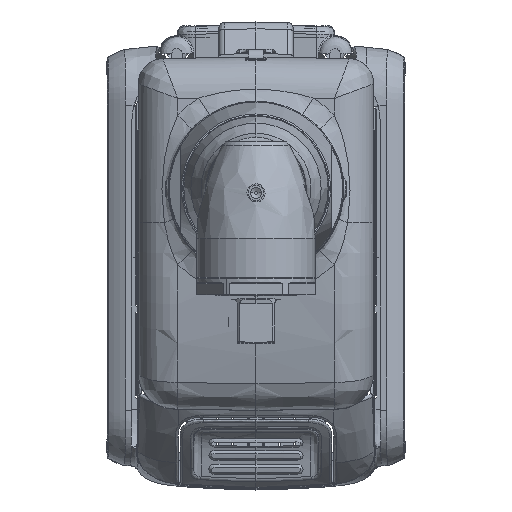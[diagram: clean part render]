
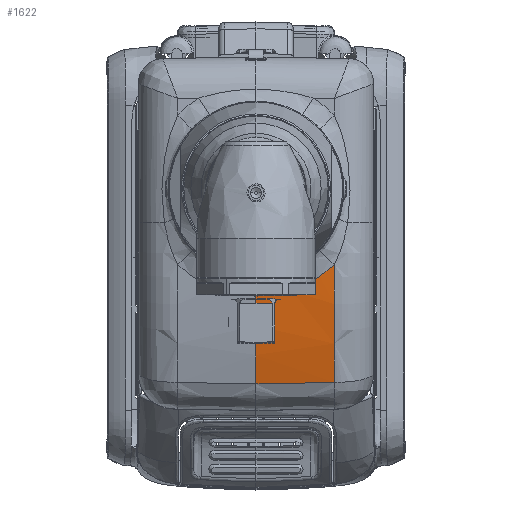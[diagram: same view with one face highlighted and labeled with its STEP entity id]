
A CAD part, top view. The second image highlights one B-rep face of the part: STEP entity #1622.
In plain terms, the highlighted conical face has half-angle 1 degrees and reference radius 152.227 mm.
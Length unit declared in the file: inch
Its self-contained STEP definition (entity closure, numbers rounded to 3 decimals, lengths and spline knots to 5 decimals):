
#254=CARTESIAN_POINT('',(0.,-0.31255,-13.70607));
#255=DIRECTION('',(-1.,0.,0.));
#256=DIRECTION('',(0.,-0.268,0.963));
#257=AXIS2_PLACEMENT_3D('',#254,#255,#256);
#259=CARTESIAN_POINT('',(0.,-1.04543,
-7.751));
#260=CARTESIAN_POINT('',(0.02491,-1.04529,
-7.75142));
#261=CARTESIAN_POINT('',(0.07359,-1.0434,
-7.75204));
#262=CARTESIAN_POINT('',(0.14308,-1.03641,
-7.75241));
#263=CARTESIAN_POINT('',(0.2095,-1.02575,
-7.75228));
#264=CARTESIAN_POINT('',(0.27401,-1.01154,
-7.75173));
#265=CARTESIAN_POINT('',(0.33729,-0.99376,
-7.75078));
#266=CARTESIAN_POINT('',(0.39983,-0.97222,
-7.74945));
#267=CARTESIAN_POINT('',(0.46024,-0.94737,
-7.7478));
#268=CARTESIAN_POINT('',(0.51784,-0.91973,
-7.74593));
#269=CARTESIAN_POINT('',(0.57575,-0.8878,
-7.74377));
#270=CARTESIAN_POINT('',(0.63868,-0.84779,
-7.74113));
#271=CARTESIAN_POINT('',(0.70691,-0.79711,
-7.73796));
#272=CARTESIAN_POINT('',(0.75511,-0.75458,
-7.73554));
#273=CARTESIAN_POINT('',(0.77948,-0.73077,
-7.7343));
#275=CARTESIAN_POINT('',(0.77948,-0.31255,
-13.70607));
#276=DIRECTION('',(1.,0.,0.));
#277=DIRECTION('',(0.,-0.07,0.998));
#278=AXIS2_PLACEMENT_3D('',#275,#276,#277);
#280=CARTESIAN_POINT('',(0.77948,-1.90499,
-7.93536));
#281=CARTESIAN_POINT('',(0.69045,-1.90662,
-7.9342));
#282=CARTESIAN_POINT('',(0.51415,-1.90984,
-7.9319));
#283=CARTESIAN_POINT('',(0.26688,-1.91436,
-7.92867));
#284=CARTESIAN_POINT('',(0.0897,-1.9176,
-7.92636));
#285=CARTESIAN_POINT('',(0.,-1.91924,
-7.92519));
#405=CARTESIAN_POINT('',(0.77948,-0.73077,
-7.7343));
#442=CARTESIAN_POINT('',(0.77948,-1.90499,
-7.93536));
#1288=VERTEX_POINT('',#442);
#1289=CARTESIAN_POINT('',(0.,-1.04543,-7.751));
#1290=CARTESIAN_POINT('',(0.,-1.91924,-7.92519));
#1291=VERTEX_POINT('',#1289);
#1292=VERTEX_POINT('',#1290);
#1425=VERTEX_POINT('',#405);
#1607=CARTESIAN_POINT('',(0.38974,-0.31255,
-13.70607));
#1608=DIRECTION('',(-1.,0.,0.));
#1609=DIRECTION('',(0.,-1.,0.));
#1610=AXIS2_PLACEMENT_3D('',#1607,#1608,#1609);
#1611=CONICAL_SURFACE('',#1610,5.9932,1.);
#1613=ORIENTED_EDGE('',*,*,#1612,.T.);
#1615=ORIENTED_EDGE('',*,*,#1614,.T.);
#1617=ORIENTED_EDGE('',*,*,#1616,.T.);
#1619=ORIENTED_EDGE('',*,*,#1618,.T.);
#1620=EDGE_LOOP('',(#1613,#1615,#1617,#1619));
#1621=FACE_OUTER_BOUND('',#1620,.F.);
#1622=ADVANCED_FACE('',(#1621),#1611,.T.);
#258=CIRCLE('',#257,6.);
#274=B_SPLINE_CURVE_WITH_KNOTS('',3,(#259,#260,#261,#262,#263,#264,#265,#266,
#267,#268,#269,#270,#271,#272,#273),.UNSPECIFIED.,.F.,.F.,(4,1,1,1,1,1,1,1,1,1,
1,1,4),(0.,0.08333,0.16667,0.25,0.33333,
0.41667,0.5,0.58333,0.66667,0.75,
0.83333,0.91667,1.),.UNSPECIFIED.);
#279=CIRCLE('',#278,5.98639);
#286=B_SPLINE_CURVE_WITH_KNOTS('',3,(#280,#281,#282,#283,#284,#285),
.UNSPECIFIED.,.F.,.F.,(4,1,1,4),(0.,0.33333,0.66667,1.),
.UNSPECIFIED.);
#1612=EDGE_CURVE('',#1292,#1291,#258,.T.);
#1614=EDGE_CURVE('',#1291,#1425,#274,.T.);
#1616=EDGE_CURVE('',#1425,#1288,#279,.T.);
#1618=EDGE_CURVE('',#1288,#1292,#286,.T.);
